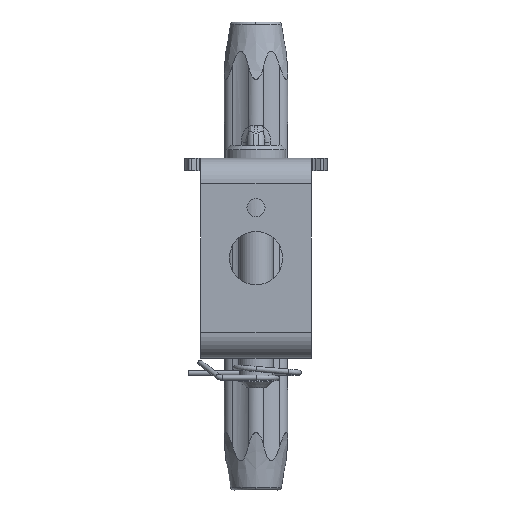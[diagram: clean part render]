
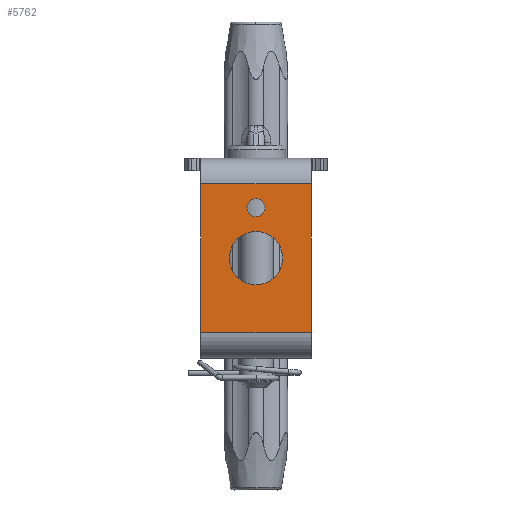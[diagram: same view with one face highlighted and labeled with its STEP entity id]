
A CAD part, left-side view. The second image highlights one B-rep face of the part: STEP entity #5762.
In plain terms, the highlighted planar face has unit normal (-1, 0, 0).
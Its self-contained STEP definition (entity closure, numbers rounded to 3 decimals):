
#324=LINE($,#25299,#577);
#330=LINE($,#25318,#583);
#334=LINE($,#25328,#587);
#340=LINE($,#25341,#593);
#577=VECTOR($,#7625,26.);
#583=VECTOR($,#7649,26.);
#587=VECTOR($,#7659,35.);
#593=VECTOR($,#7677,35.);
#1365=FACE_BOUND($,#1676,.T.);
#1366=FACE_BOUND($,#1677,.T.);
#1367=FACE_BOUND($,#1678,.T.);
#1676=EDGE_LOOP($,(#4768));
#1677=EDGE_LOOP($,(#4769));
#1678=EDGE_LOOP($,(#4770,#4771,#4772,#4773));
#2062=CIRCLE($,#6319,2.125);
#2066=CIRCLE($,#6326,6.25);
#2544=VERTEX_POINT($,#25259);
#2548=VERTEX_POINT($,#25270);
#2558=VERTEX_POINT($,#25296);
#2559=VERTEX_POINT($,#25298);
#2562=VERTEX_POINT($,#25316);
#2563=VERTEX_POINT($,#25317);
#3288=EDGE_CURVE($,#2544,#2544,#2062,.T.);
#3292=EDGE_CURVE($,#2548,#2548,#2066,.T.);
#3305=EDGE_CURVE($,#2558,#2559,#324,.T.);
#3314=EDGE_CURVE($,#2562,#2563,#330,.T.);
#3320=EDGE_CURVE($,#2559,#2563,#334,.T.);
#3328=EDGE_CURVE($,#2562,#2558,#340,.T.);
#4768=ORIENTED_EDGE($,*,*,#3288,.T.);
#4769=ORIENTED_EDGE($,*,*,#3292,.T.);
#4770=ORIENTED_EDGE($,*,*,#3314,.T.);
#4771=ORIENTED_EDGE($,*,*,#3320,.F.);
#4772=ORIENTED_EDGE($,*,*,#3305,.F.);
#4773=ORIENTED_EDGE($,*,*,#3328,.F.);
#5134=PLANE($,#6353);
#5762=ADVANCED_FACE($,(#1365,#1366,#1367),#5134,.T.);
#6319=AXIS2_PLACEMENT_3D($,#25260,#7585,#7586);
#6326=AXIS2_PLACEMENT_3D($,#25271,#7599,#7600);
#6353=AXIS2_PLACEMENT_3D($,#25342,#7678,#7679);
#7585=DIRECTION('center_axis',(1.,0.,0.));
#7586=DIRECTION('ref_axis',(0.,0.,-1.));
#7599=DIRECTION('center_axis',(1.,0.,0.));
#7600=DIRECTION('ref_axis',(0.,0.,-1.));
#7625=DIRECTION($,(0.,1.,0.));
#7649=DIRECTION($,(0.,1.,0.));
#7659=DIRECTION($,(0.,0.,1.));
#7677=DIRECTION($,(0.,0.,-1.));
#7678=DIRECTION('center_axis',(-1.,0.,0.));
#7679=DIRECTION('ref_axis',(0.,0.,1.));
#25259=CARTESIAN_POINT('',(-6.,13.,-6.5));
#25260=CARTESIAN_POINT('Origin',(-6.,13.,-8.625));
#25270=CARTESIAN_POINT('',(-6.,13.,-14.25));
#25271=CARTESIAN_POINT('Origin',(-6.,13.,-20.5));
#25296=CARTESIAN_POINT('',(-6.,0.,-38.));
#25298=CARTESIAN_POINT('',(-6.,26.,-38.));
#25299=CARTESIAN_POINT($,(-6.,0.,-38.));
#25316=CARTESIAN_POINT('',(-6.,0.,-3.));
#25317=CARTESIAN_POINT('',(-6.,26.,-3.));
#25318=CARTESIAN_POINT($,(-6.,13.,-3.));
#25328=CARTESIAN_POINT($,(-6.,26.,10.572));
#25341=CARTESIAN_POINT($,(-6.,0.,-3.));
#25342=CARTESIAN_POINT('Origin',(-6.,13.,-17.107));
